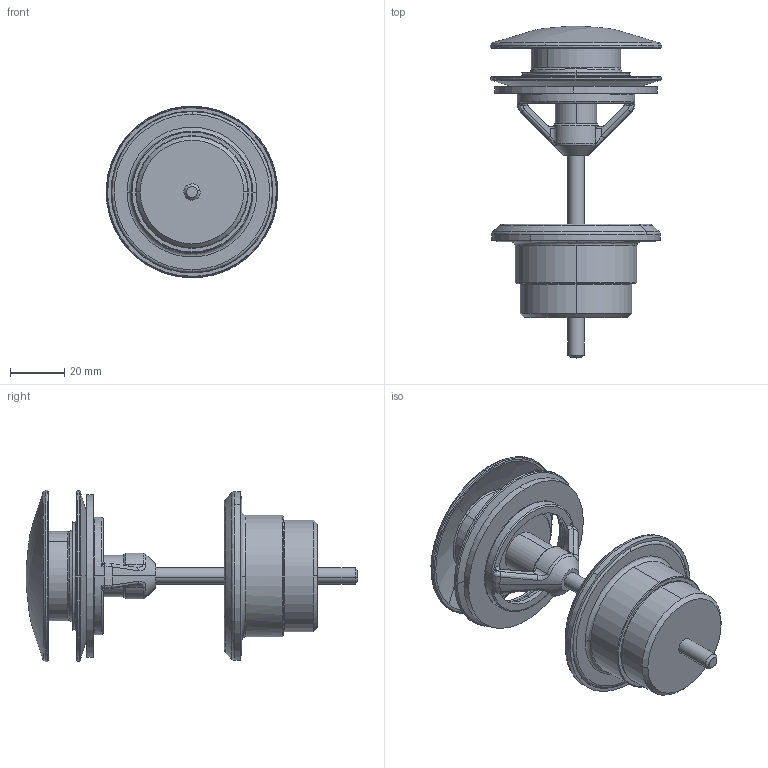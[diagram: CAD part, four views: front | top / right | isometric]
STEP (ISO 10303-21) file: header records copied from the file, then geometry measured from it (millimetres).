
FILE_DESCRIPTION (( 'STEP AP203' ), '1' );
FILE_NAME ('159056V+59913988.STEP', '2021-04-15T13:06:10', ( '' ), ( '' ), 'SwSTEP 2.0', 'SolidWorks 2016', '' );
FILE_SCHEMA (( 'CONFIG_CONTROL_DESIGN' ));
Length unit declared in the file: millimetre
Products named in the file (1): 159056V+59913988
Bounding box: 63.49 x 122.89 x 63.49 mm (x, y, z)
Volume: 68862.9 mm3; surface area: 35664.9 mm2
Topology: 1 solids, 2 shells, 235 faces, 584 edges, 368 vertices
Faces by surface type: bspline 100, cylinder 61, cone 46, plane 28
Entity records: 13298 total; most frequent: CARTESIAN_POINT 8335, ORIENTED_EDGE 1168, DIRECTION 806, EDGE_CURVE 584, VERTEX_POINT 368, AXIS2_PLACEMENT_3D 335, EDGE_LOOP 256, ADVANCED_FACE 235
